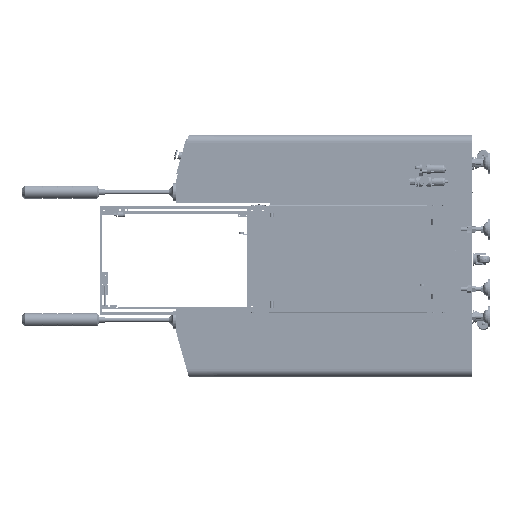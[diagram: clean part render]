
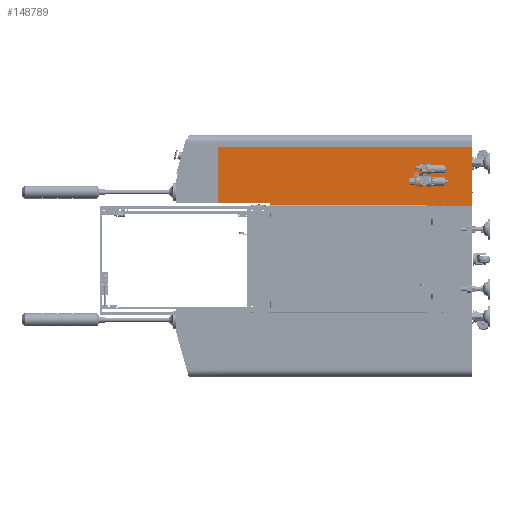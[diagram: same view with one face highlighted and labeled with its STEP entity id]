
A CAD part, left-side view. The second image highlights one B-rep face of the part: STEP entity #148789.
In plain terms, the highlighted planar face has unit normal (-1, 0, 0).
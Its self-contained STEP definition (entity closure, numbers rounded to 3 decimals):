
#4953 = FACE_OUTER_BOUND ( 'NONE', #90326, .T. ) ;
#10033 = CARTESIAN_POINT ( 'NONE',  ( -2332.737, -489.156, 4743.169 ) ) ;
#16497 = EDGE_CURVE ( 'NONE', #186433, #52561, #100740, .T. ) ;
#17374 = VECTOR ( 'NONE', #53809, 1000. ) ;
#20417 = VERTEX_POINT ( 'NONE', #145307 ) ;
#27029 = ORIENTED_EDGE ( 'NONE', *, *, #16497, .T. ) ;
#30165 = LINE ( 'NONE', #165515, #86489 ) ;
#30997 = CARTESIAN_POINT ( 'NONE',  ( -2332.737, -974.156, 4845.669 ) ) ;
#39567 = LINE ( 'NONE', #42498, #124231 ) ;
#39586 = VECTOR ( 'NONE', #161914, 1000. ) ;
#39617 = VERTEX_POINT ( 'NONE', #44483 ) ;
#40833 = EDGE_CURVE ( 'NONE', #52561, #160798, #126876, .T. ) ;
#42498 = CARTESIAN_POINT ( 'NONE',  ( -2332.737, -589.156, 4733.169 ) ) ;
#44483 = CARTESIAN_POINT ( 'NONE',  ( -2332.737, -974.156, 4958.169 ) ) ;
#52561 = VERTEX_POINT ( 'NONE', #74215 ) ;
#53809 = DIRECTION ( 'NONE',  ( 0., 0., -1. ) ) ;
#55781 = LINE ( 'NONE', #87930, #39586 ) ;
#56106 = DIRECTION ( 'NONE',  ( 0., 1., 0. ) ) ;
#60395 = DIRECTION ( 'NONE',  ( 0., 0., -1. ) ) ;
#63292 = CARTESIAN_POINT ( 'NONE',  ( -2332.737, -974.156, 4733.169 ) ) ;
#68258 = DIRECTION ( 'NONE',  ( 0., 1., 0. ) ) ;
#69665 = EDGE_CURVE ( 'NONE', #39617, #90766, #105074, .T. ) ;
#74215 = CARTESIAN_POINT ( 'NONE',  ( -2332.737, -204.156, 4743.169 ) ) ;
#82885 = CARTESIAN_POINT ( 'NONE',  ( -2332.737, -974.156, 4958.169 ) ) ;
#84014 = CARTESIAN_POINT ( 'NONE',  ( -2332.737, -204.156, 4845.669 ) ) ;
#86489 = VECTOR ( 'NONE', #60395, 1000. ) ;
#87930 = CARTESIAN_POINT ( 'NONE',  ( -2332.737, -489.156, 4958.169 ) ) ;
#90326 = EDGE_LOOP ( 'NONE', ( #164495, #107715, #27029, #135663, #185652, #190895 ) ) ;
#90766 = VERTEX_POINT ( 'NONE', #63292 ) ;
#100740 = LINE ( 'NONE', #10033, #173998 ) ;
#105074 = LINE ( 'NONE', #30997, #189436 ) ;
#107715 = ORIENTED_EDGE ( 'NONE', *, *, #141140, .T. ) ;
#122903 = PLANE ( 'NONE',  #164961 ) ;
#124231 = VECTOR ( 'NONE', #56106, 1000. ) ;
#126876 = LINE ( 'NONE', #84014, #17374 ) ;
#135663 = ORIENTED_EDGE ( 'NONE', *, *, #40833, .T. ) ;
#137101 = CARTESIAN_POINT ( 'NONE',  ( -2332.737, -4.156, 4743.169 ) ) ;
#140722 = EDGE_CURVE ( 'NONE', #20417, #39617, #55781, .T. ) ;
#141140 = EDGE_CURVE ( 'NONE', #20417, #186433, #30165, .T. ) ;
#142284 = CARTESIAN_POINT ( 'NONE',  ( -2332.737, -204.156, 4733.169 ) ) ;
#143172 = DIRECTION ( 'NONE',  ( -1., 0., 0. ) ) ;
#145307 = CARTESIAN_POINT ( 'NONE',  ( -2332.737, -4.156, 4958.169 ) ) ;
#148789 = ADVANCED_FACE ( 'NONE', ( #4953 ), #122903, .T. ) ;
#160083 = DIRECTION ( 'NONE',  ( 0., -1., 0. ) ) ;
#160798 = VERTEX_POINT ( 'NONE', #142284 ) ;
#161510 = EDGE_CURVE ( 'NONE', #90766, #160798, #39567, .T. ) ;
#161914 = DIRECTION ( 'NONE',  ( 0., -1., 0. ) ) ;
#164495 = ORIENTED_EDGE ( 'NONE', *, *, #140722, .F. ) ;
#164961 = AXIS2_PLACEMENT_3D ( 'NONE', #82885, #143172, #68258 ) ;
#165515 = CARTESIAN_POINT ( 'NONE',  ( -2332.737, -4.156, 4850.669 ) ) ;
#173998 = VECTOR ( 'NONE', #160083, 1000. ) ;
#185652 = ORIENTED_EDGE ( 'NONE', *, *, #161510, .F. ) ;
#186433 = VERTEX_POINT ( 'NONE', #137101 ) ;
#189436 = VECTOR ( 'NONE', #189757, 1000. ) ;
#189757 = DIRECTION ( 'NONE',  ( 0., 0., -1. ) ) ;
#190895 = ORIENTED_EDGE ( 'NONE', *, *, #69665, .F. ) ;
